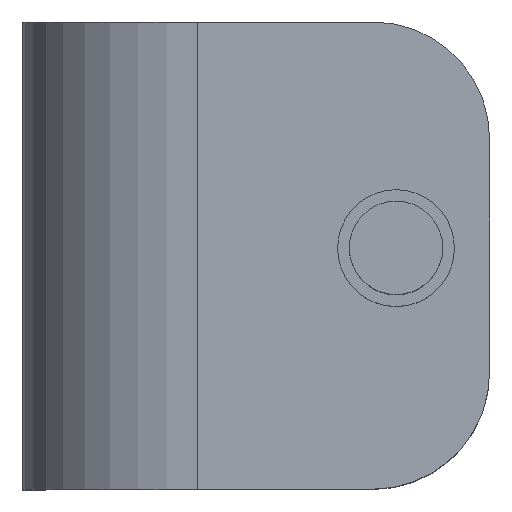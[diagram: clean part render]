
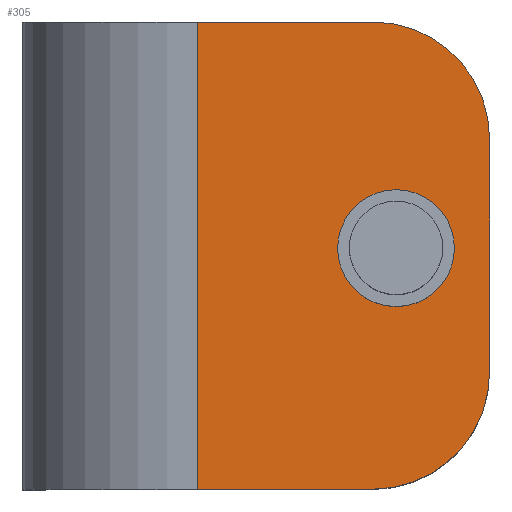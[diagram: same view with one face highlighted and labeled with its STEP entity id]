
A CAD part, top view. The second image highlights one B-rep face of the part: STEP entity #305.
In plain terms, the highlighted planar face has unit normal (0, 0, 1).
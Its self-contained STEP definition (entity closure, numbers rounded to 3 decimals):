
#16=FACE_BOUND('',#53,.T.);
#20=PLANE('',#352);
#34=FACE_OUTER_BOUND('',#52,.T.);
#52=EDGE_LOOP('',(#233,#234,#235,#236,#237,#238));
#53=EDGE_LOOP('',(#239,#240));
#68=LINE('',#498,#95);
#71=LINE('',#504,#98);
#72=LINE('',#506,#99);
#73=LINE('',#508,#100);
#95=VECTOR('',#407,10.);
#98=VECTOR('',#412,10.);
#99=VECTOR('',#413,10.);
#100=VECTOR('',#414,10.);
#120=CIRCLE('',#339,5.);
#121=CIRCLE('',#340,5.);
#126=CIRCLE('',#349,10.);
#128=CIRCLE('',#353,10.);
#136=VERTEX_POINT('',#470);
#137=VERTEX_POINT('',#472);
#142=VERTEX_POINT('',#488);
#143=VERTEX_POINT('',#489);
#146=VERTEX_POINT('',#497);
#148=VERTEX_POINT('',#503);
#149=VERTEX_POINT('',#505);
#150=VERTEX_POINT('',#507);
#167=EDGE_CURVE('',#137,#136,#120,.T.);
#168=EDGE_CURVE('',#136,#137,#121,.T.);
#174=EDGE_CURVE('',#142,#143,#126,.T.);
#178=EDGE_CURVE('',#146,#143,#68,.T.);
#181=EDGE_CURVE('',#142,#148,#71,.T.);
#182=EDGE_CURVE('',#149,#148,#72,.T.);
#183=EDGE_CURVE('',#149,#150,#73,.T.);
#184=EDGE_CURVE('',#146,#150,#128,.T.);
#233=ORIENTED_EDGE('',*,*,#174,.F.);
#234=ORIENTED_EDGE('',*,*,#181,.T.);
#235=ORIENTED_EDGE('',*,*,#182,.F.);
#236=ORIENTED_EDGE('',*,*,#183,.T.);
#237=ORIENTED_EDGE('',*,*,#184,.F.);
#238=ORIENTED_EDGE('',*,*,#178,.T.);
#239=ORIENTED_EDGE('',*,*,#167,.T.);
#240=ORIENTED_EDGE('',*,*,#168,.T.);
#305=ADVANCED_FACE('',(#34,#16),#20,.F.);
#339=AXIS2_PLACEMENT_3D('',#473,#378,#379);
#340=AXIS2_PLACEMENT_3D('',#474,#380,#381);
#349=AXIS2_PLACEMENT_3D('',#490,#399,#400);
#352=AXIS2_PLACEMENT_3D('',#502,#410,#411);
#353=AXIS2_PLACEMENT_3D('',#509,#415,#416);
#378=DIRECTION('center_axis',(0.,0.,
-1.));
#379=DIRECTION('ref_axis',(1.,0.,0.));
#380=DIRECTION('center_axis',(0.,0.,
-1.));
#381=DIRECTION('ref_axis',(1.,0.,0.));
#399=DIRECTION('center_axis',(0.,0.,
-1.));
#400=DIRECTION('ref_axis',(0.707,0.707,0.));
#407=DIRECTION('',(0.,1.,0.));
#410=DIRECTION('center_axis',(0.,0.,
-1.));
#411=DIRECTION('ref_axis',(-1.,0.,0.));
#412=DIRECTION('',(-1.,0.,0.));
#413=DIRECTION('',(0.,1.,0.));
#414=DIRECTION('',(1.,0.,0.));
#415=DIRECTION('center_axis',(0.,0.,
-1.));
#416=DIRECTION('ref_axis',(0.707,-0.707,0.));
#470=CARTESIAN_POINT('',(24.99,-19.365,35.));
#472=CARTESIAN_POINT('',(34.99,-19.365,35.));
#473=CARTESIAN_POINT('Origin',(29.99,-19.365,35.));
#474=CARTESIAN_POINT('Origin',(29.99,-19.365,35.));
#488=CARTESIAN_POINT('',(28.,0.,35.));
#489=CARTESIAN_POINT('',(38.,-10.,35.));
#490=CARTESIAN_POINT('Origin',(28.,-10.,35.));
#497=CARTESIAN_POINT('',(38.,-30.,35.));
#498=CARTESIAN_POINT('',(38.,-30.,35.));
#502=CARTESIAN_POINT('Origin',(18.,-20.,35.));
#503=CARTESIAN_POINT('',(13.,0.,35.));
#504=CARTESIAN_POINT('',(28.,0.,35.));
#505=CARTESIAN_POINT('',(13.,-40.,35.));
#506=CARTESIAN_POINT('',(13.,-10.,35.));
#507=CARTESIAN_POINT('',(28.,-40.,35.));
#508=CARTESIAN_POINT('',(8.,-40.,35.));
#509=CARTESIAN_POINT('Origin',(28.,-30.,35.));
